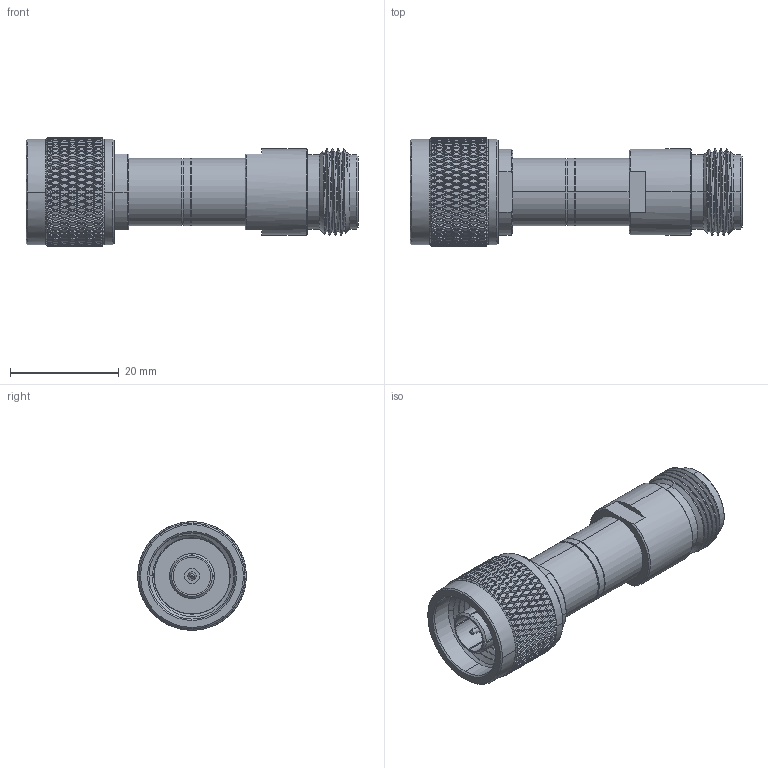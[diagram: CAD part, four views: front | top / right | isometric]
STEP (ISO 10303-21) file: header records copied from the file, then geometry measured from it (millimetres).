
FILE_DESCRIPTION (( 'STEP AP214' ), '1' );
FILE_NAME ('FMMP1101_3D.step', '2023-03-30T16:10:12', ( '' ), ( '' ), 'SwSTEP 2.0', 'SolidWorks 2022', '' );
FILE_SCHEMA (( 'AUTOMOTIVE_DESIGN' ));
Length unit declared in the file: inch
Products named in the file (1): FMMP1101_3D
Bounding box: 61.2 x 20 x 20 mm (x, y, z)
Volume: 9626.7 mm3; surface area: 5668.3 mm2
Topology: 1 solids, 1 shells, 2590 faces, 5316 edges, 2743 vertices
Faces by surface type: bspline 1768, cylinder 508, cone 261, plane 51, torus 2
Entity records: 93438 total; most frequent: CARTESIAN_POINT 58862, ORIENTED_EDGE 10632, EDGE_CURVE 5316, DIRECTION 2865, VERTEX_POINT 2743, EDGE_LOOP 2605, ADVANCED_FACE 2590, FACE_OUTER_BOUND 2590
